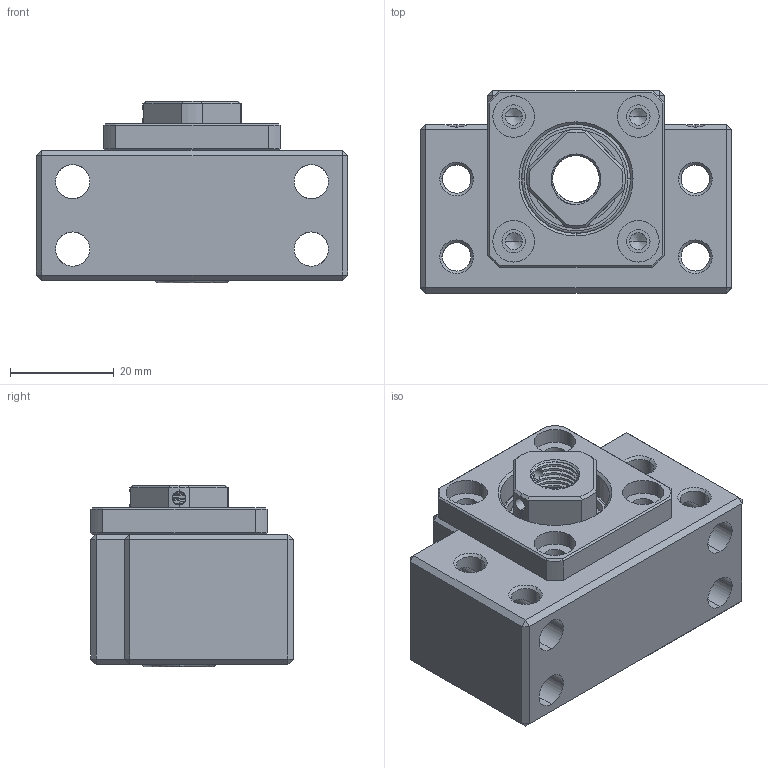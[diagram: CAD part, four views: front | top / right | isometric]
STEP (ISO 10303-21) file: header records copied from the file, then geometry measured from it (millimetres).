
FILE_DESCRIPTION (( 'STEP AP203' ), '1' );
FILE_NAME ('BK10.STEP', '2017-05-04T11:52:01', ( 'User' ), ( '' ), 'SwSTEP 2.0', 'SolidWorks 2015', '' );
FILE_SCHEMA (( 'CONFIG_CONTROL_DESIGN' ));
Length unit declared in the file: millimetre
Products named in the file (1): BK10
Bounding box: 60 x 39 x 35 mm (x, y, z)
Volume: 45820.6 mm3; surface area: 26955.4 mm2
Topology: 29 solids, 29 shells, 477 faces, 1209 edges, 706 vertices
Faces by surface type: cylinder 155, bspline 137, plane 103, cone 78, torus 4
Entity records: 17774 total; most frequent: CARTESIAN_POINT 7695, ORIENTED_EDGE 2258, DIRECTION 1891, EDGE_CURVE 1129, AXIS2_PLACEMENT_3D 766, VERTEX_POINT 706, EDGE_LOOP 539, FACE_OUTER_BOUND 477
